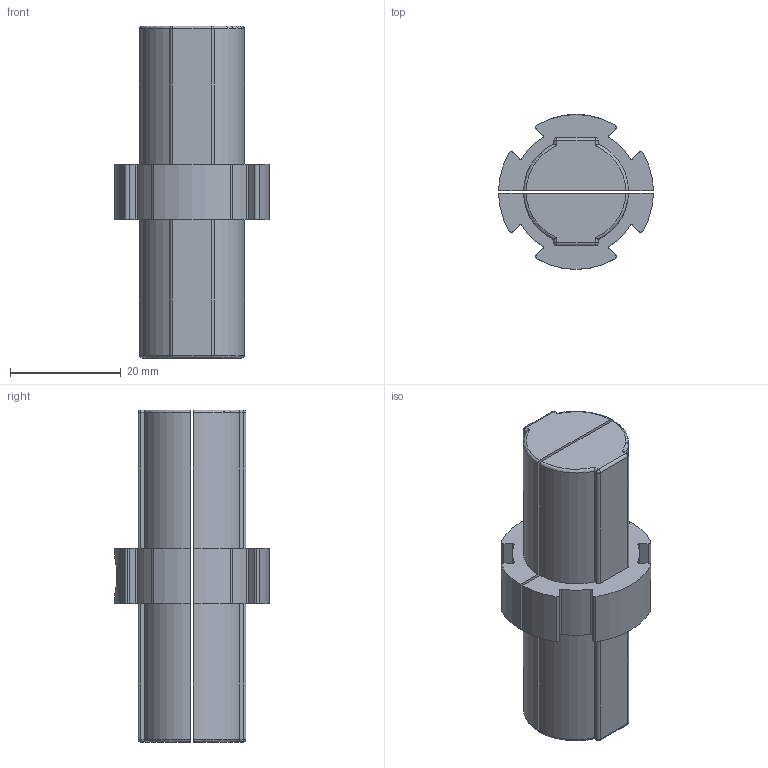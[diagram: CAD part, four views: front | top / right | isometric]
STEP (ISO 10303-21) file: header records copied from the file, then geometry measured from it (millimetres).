
FILE_DESCRIPTION (( 'STEP AP203' ), '1' );
FILE_NAME ('TFS.D28.2.02.05.STEP', '2015-12-15T04:31:53', ( '微软用户' ), ( '微软中国' ), 'SwSTEP 2.0', 'SolidWorks 2012', '' );
FILE_SCHEMA (( 'CONFIG_CONTROL_DESIGN' ));
Length unit declared in the file: millimetre
Products named in the file (1): TFS.D28.2.02.05
Bounding box: 28 x 28 x 60 mm (x, y, z)
Surface area: 6932.9 mm2 (no closed solid volume)
Topology: 0 solids, 3 shells, 113 faces, 342 edges, 226 vertices
Faces by surface type: cylinder 60, plane 37, torus 8, sphere 8
Entity records: 4007 total; most frequent: CARTESIAN_POINT 818, DIRECTION 688, ORIENTED_EDGE 620, EDGE_CURVE 334, AXIS2_PLACEMENT_3D 258, VERTEX_POINT 226, VECTOR 172, LINE 172
